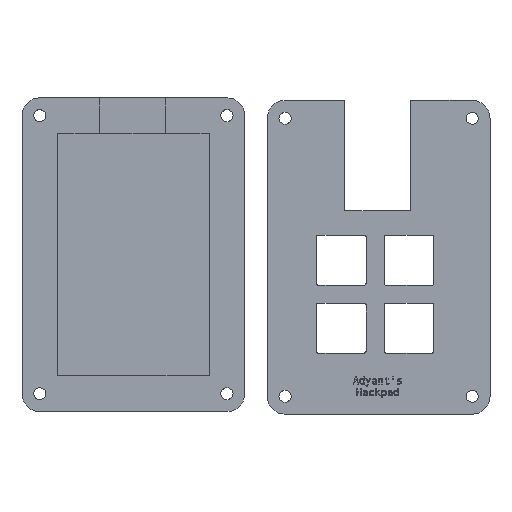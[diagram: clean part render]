
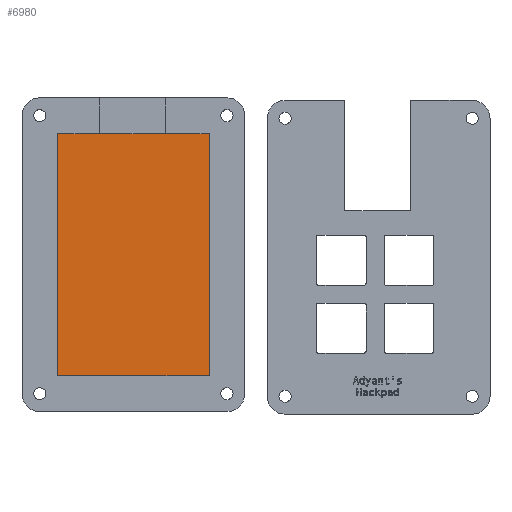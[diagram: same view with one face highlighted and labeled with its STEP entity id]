
A CAD part, top view. The second image highlights one B-rep face of the part: STEP entity #6980.
In plain terms, the highlighted planar face has unit normal (0, 0, 1).
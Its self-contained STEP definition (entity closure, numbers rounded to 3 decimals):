
#1015=FACE_OUTER_BOUND('',#1427,.T.);
#1427=EDGE_LOOP('',(#6384,#6385,#6386,#6387));
#2067=LINE('',#13223,#2697);
#2069=LINE('',#13227,#2699);
#2070=LINE('',#13229,#2700);
#2071=LINE('',#13230,#2701);
#2697=VECTOR('',#8428,10.);
#2699=VECTOR('',#8432,10.);
#2700=VECTOR('',#8433,10.);
#2701=VECTOR('',#8434,10.);
#3376=VERTEX_POINT('',#13220);
#3377=VERTEX_POINT('',#13222);
#3378=VERTEX_POINT('',#13226);
#3379=VERTEX_POINT('',#13228);
#4385=EDGE_CURVE('',#3376,#3377,#2067,.T.);
#4387=EDGE_CURVE('',#3378,#3376,#2069,.T.);
#4388=EDGE_CURVE('',#3379,#3378,#2070,.T.);
#4389=EDGE_CURVE('',#3377,#3379,#2071,.T.);
#6384=ORIENTED_EDGE('',*,*,#4387,.F.);
#6385=ORIENTED_EDGE('',*,*,#4388,.F.);
#6386=ORIENTED_EDGE('',*,*,#4389,.F.);
#6387=ORIENTED_EDGE('',*,*,#4385,.F.);
#6618=PLANE('',#7268);
#6980=ADVANCED_FACE('',(#1015),#6618,.T.);
#7268=AXIS2_PLACEMENT_3D('',#13225,#8430,#8431);
#8428=DIRECTION('',(1.,0.,0.));
#8430=DIRECTION('center_axis',(0.,0.,1.));
#8431=DIRECTION('ref_axis',(1.,0.,0.));
#8432=DIRECTION('',(0.,1.,0.));
#8433=DIRECTION('',(-1.,0.,0.));
#8434=DIRECTION('',(0.,-1.,0.));
#13220=CARTESIAN_POINT('',(0.,68.,3.));
#13222=CARTESIAN_POINT('',(42.5,68.,3.));
#13223=CARTESIAN_POINT('',(10.625,68.,3.));
#13225=CARTESIAN_POINT('Origin',(21.25,34.,3.));
#13226=CARTESIAN_POINT('',(0.,0.,3.));
#13227=CARTESIAN_POINT('',(0.,17.,3.));
#13228=CARTESIAN_POINT('',(42.5,0.,3.));
#13229=CARTESIAN_POINT('',(31.875,0.,3.));
#13230=CARTESIAN_POINT('',(42.5,51.,3.));
